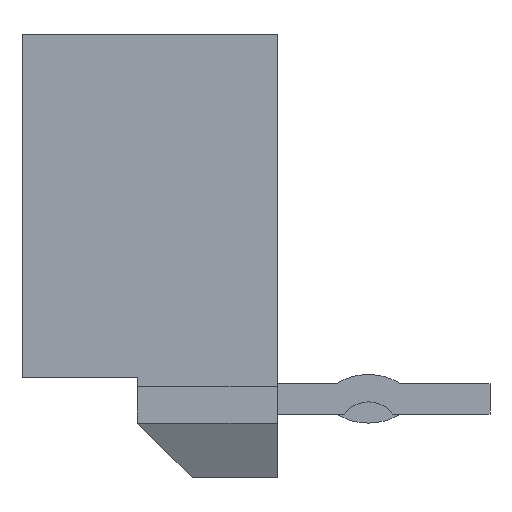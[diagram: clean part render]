
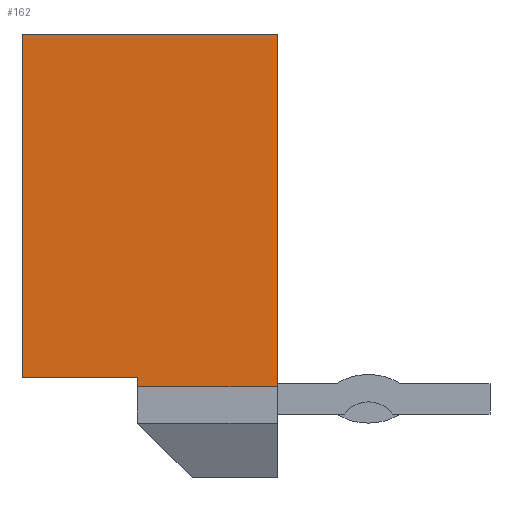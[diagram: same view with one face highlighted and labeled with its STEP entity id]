
A CAD part, left-side view. The second image highlights one B-rep face of the part: STEP entity #162.
In plain terms, the highlighted planar face has unit normal (-1, 0, 0).
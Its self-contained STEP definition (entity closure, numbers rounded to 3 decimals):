
#162=ADVANCED_FACE('',(#416),#417,.T.);
#416=FACE_OUTER_BOUND('',#714,.T.);
#417=PLANE('',#715);
#714=EDGE_LOOP('',(#1675,#1676,#1677,#1678,#1679,#1680));
#715=AXIS2_PLACEMENT_3D('',#1681,#1682,#1683);
#1675=ORIENTED_EDGE('',*,*,#2350,.T.);
#1676=ORIENTED_EDGE('',*,*,#2342,.F.);
#1677=ORIENTED_EDGE('',*,*,#2364,.F.);
#1678=ORIENTED_EDGE('',*,*,#2365,.T.);
#1679=ORIENTED_EDGE('',*,*,#2143,.T.);
#1680=ORIENTED_EDGE('',*,*,#2363,.T.);
#1681=CARTESIAN_POINT('',(-4.0,2.1,-3.65));
#1682=DIRECTION('',(-1.0,0.0,0.0));
#1683=DIRECTION('',(0.0,0.0,1.0));
#2143=EDGE_CURVE('',#2653,#2651,#2654,.T.);
#2342=EDGE_CURVE('',#2972,#2974,#2975,.T.);
#2350=EDGE_CURVE('',#2986,#2974,#2987,.T.);
#2363=EDGE_CURVE('',#2651,#2986,#3007,.T.);
#2364=EDGE_CURVE('',#3008,#2972,#3009,.T.);
#2365=EDGE_CURVE('',#3008,#2653,#3010,.T.);
#2651=VERTEX_POINT('',#3383);
#2653=VERTEX_POINT('',#3386);
#2654=LINE('',#3387,#3388);
#2972=VERTEX_POINT('',#3885);
#2974=VERTEX_POINT('',#3888);
#2975=LINE('',#3889,#3890);
#2986=VERTEX_POINT('',#3908);
#2987=LINE('',#3909,#3910);
#3007=LINE('',#3942,#3943);
#3008=VERTEX_POINT('',#3944);
#3009=LINE('',#3945,#3946);
#3010=LINE('',#3947,#3948);
#3383=CARTESIAN_POINT('',(-4.0,0.2,-2.15));
#3386=CARTESIAN_POINT('',(-4.0,0.2,-2.0));
#3387=CARTESIAN_POINT('',(-4.0,0.2,-2.0));
#3388=VECTOR('',#4190,0.15);
#3885=CARTESIAN_POINT('',(-4.0,2.1,3.65));
#3888=CARTESIAN_POINT('',(-4.0,-2.1,3.65));
#3889=CARTESIAN_POINT('',(-4.0,2.1,3.65));
#3890=VECTOR('',#4425,4.2);
#3908=CARTESIAN_POINT('',(-4.0,-2.1,-2.15));
#3909=CARTESIAN_POINT('',(-4.0,-2.1,-2.15));
#3910=VECTOR('',#4433,5.8);
#3942=CARTESIAN_POINT('',(-4.0,0.2,-2.15));
#3943=VECTOR('',#4446,2.3);
#3944=CARTESIAN_POINT('',(-4.0,2.1,-2.0));
#3945=CARTESIAN_POINT('',(-4.0,2.1,-2.0));
#3946=VECTOR('',#4447,5.65);
#3947=CARTESIAN_POINT('',(-4.0,2.1,-2.0));
#3948=VECTOR('',#4448,1.9);
#4190=DIRECTION('',(0.0,0.0,-1.0));
#4425=DIRECTION('',(0.0,-1.0,0.0));
#4433=DIRECTION('',(0.0,0.0,1.0));
#4446=DIRECTION('',(0.0,-1.0,0.0));
#4447=DIRECTION('',(0.0,0.0,1.0));
#4448=DIRECTION('',(0.0,-1.0,0.0));
